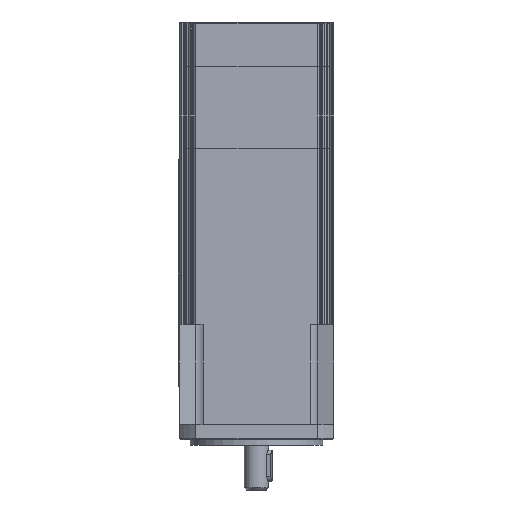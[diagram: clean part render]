
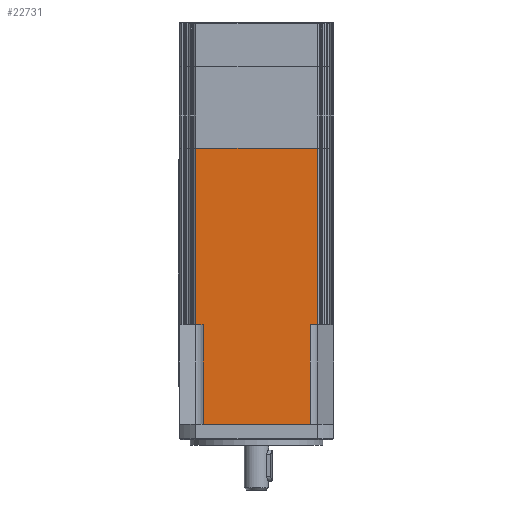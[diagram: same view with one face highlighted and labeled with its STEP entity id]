
A CAD part, front view. The second image highlights one B-rep face of the part: STEP entity #22731.
In plain terms, the highlighted planar face has unit normal (0, -1, 0).
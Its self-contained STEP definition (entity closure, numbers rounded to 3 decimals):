
#20037=CARTESIAN_POINT('',(27.482,-35.,45.0));
#20038=VERTEX_POINT('',#20037);
#20056=CARTESIAN_POINT('',(27.482,-35.,125.0));
#20057=VERTEX_POINT('',#20056);
#20065=CARTESIAN_POINT('',(27.482,-35.,45.0));
#20066=DIRECTION('',(0.0,0.0,1.0));
#20067=VECTOR('',#20066,80.0);
#20068=LINE('',#20065,#20067);
#20069=EDGE_CURVE('',#20038,#20057,#20068,.T.);
#22669=CARTESIAN_POINT('',(27.482,-35.,0.0));
#22670=DIRECTION('',(0.0,-1.0,0.0));
#22671=DIRECTION('',(0.0,0.0,-1.0));
#22672=AXIS2_PLACEMENT_3D('',#22669,#22670,#22671);
#22673=PLANE('',#22672);
#22674=CARTESIAN_POINT('',(24.249,-35.,0.0));
#22675=VERTEX_POINT('',#22674);
#22676=CARTESIAN_POINT('',(24.249,-35.,45.0));
#22677=VERTEX_POINT('',#22676);
#22678=CARTESIAN_POINT('',(24.249,-35.,0.0));
#22679=DIRECTION('',(0.0,0.0,1.0));
#22680=VECTOR('',#22679,45.0);
#22681=LINE('',#22678,#22680);
#22682=EDGE_CURVE('',#22675,#22677,#22681,.T.);
#22683=ORIENTED_EDGE('',*,*,#22682,.T.);
#22684=CARTESIAN_POINT('',(24.249,-35.,45.0));
#22685=DIRECTION('',(1.0,0.0,0.0));
#22686=VECTOR('',#22685,3.233);
#22687=LINE('',#22684,#22686);
#22688=EDGE_CURVE('',#22677,#20038,#22687,.T.);
#22689=ORIENTED_EDGE('',*,*,#22688,.T.);
#22690=ORIENTED_EDGE('',*,*,#20069,.T.);
#22691=CARTESIAN_POINT('',(-27.482,-35.,125.0));
#22692=VERTEX_POINT('',#22691);
#22693=CARTESIAN_POINT('',(27.482,-35.,125.0));
#22694=DIRECTION('',(-1.0,0.0,0.0));
#22695=VECTOR('',#22694,54.964);
#22696=LINE('',#22693,#22695);
#22697=EDGE_CURVE('',#20057,#22692,#22696,.T.);
#22698=ORIENTED_EDGE('',*,*,#22697,.T.);
#22699=CARTESIAN_POINT('',(-27.482,-35.,45.0));
#22700=VERTEX_POINT('',#22699);
#22701=CARTESIAN_POINT('',(-27.482,-35.,45.0));
#22702=DIRECTION('',(0.0,0.0,1.0));
#22703=VECTOR('',#22702,80.0);
#22704=LINE('',#22701,#22703);
#22705=EDGE_CURVE('',#22700,#22692,#22704,.T.);
#22706=ORIENTED_EDGE('',*,*,#22705,.F.);
#22707=CARTESIAN_POINT('',(-24.249,-35.,45.0));
#22708=VERTEX_POINT('',#22707);
#22709=CARTESIAN_POINT('',(-27.482,-35.,45.0));
#22710=DIRECTION('',(1.0,0.0,0.0));
#22711=VECTOR('',#22710,3.233);
#22712=LINE('',#22709,#22711);
#22713=EDGE_CURVE('',#22700,#22708,#22712,.T.);
#22714=ORIENTED_EDGE('',*,*,#22713,.T.);
#22715=CARTESIAN_POINT('',(-24.249,-35.,0.0));
#22716=VERTEX_POINT('',#22715);
#22717=CARTESIAN_POINT('',(-24.249,-35.,45.0));
#22718=DIRECTION('',(0.0,0.0,-1.0));
#22719=VECTOR('',#22718,45.0);
#22720=LINE('',#22717,#22719);
#22721=EDGE_CURVE('',#22708,#22716,#22720,.T.);
#22722=ORIENTED_EDGE('',*,*,#22721,.T.);
#22723=CARTESIAN_POINT('',(-24.249,-35.,0.0));
#22724=DIRECTION('',(1.0,0.0,0.0));
#22725=VECTOR('',#22724,48.498);
#22726=LINE('',#22723,#22725);
#22727=EDGE_CURVE('',#22716,#22675,#22726,.T.);
#22728=ORIENTED_EDGE('',*,*,#22727,.T.);
#22729=EDGE_LOOP('',(#22683,#22689,#22690,#22698,#22706,#22714,#22722,#22728));
#22730=FACE_OUTER_BOUND('',#22729,.T.);
#22731=ADVANCED_FACE('',(#22730),#22673,.T.);
